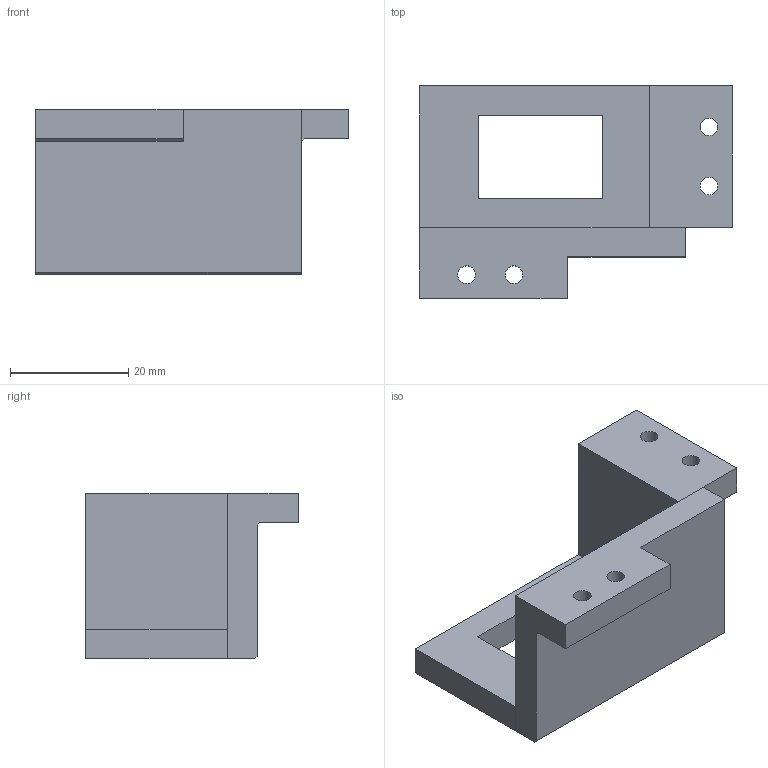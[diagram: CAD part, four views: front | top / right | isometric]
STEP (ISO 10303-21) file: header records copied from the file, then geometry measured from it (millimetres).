
FILE_DESCRIPTION(/* description */ (''),/* implementation_level */ '2;1');
FILE_NAME(/* name */ 'mount motor v5.step',/* time_stamp */ '2023-12-19T02:39:20-05:00',/* author */ (''),/* organization */ (''),/* preprocessor_version */ 'ST-DEVELOPER v20',/* originating_system */ 'Autodesk Translation Framework v12.14.0.127',/* authorisation */ '');
FILE_SCHEMA (('AUTOMOTIVE_DESIGN { 1 0 10303 214 3 1 1 }'));
Length unit declared in the file: millimetre
Products named in the file (1): mount motor
Bounding box: 53 x 36 x 28 mm (x, y, z)
Volume: 15236.2 mm3; surface area: 8230.6 mm2
Topology: 2 solids, 2 shells, 34 faces, 86 edges, 56 vertices
Faces by surface type: plane 26, cone 4, cylinder 4
Full cylindrical faces by diameter (mm): 3 x4
Entity records: 1062 total; most frequent: CARTESIAN_POINT 177, ORIENTED_EDGE 172, DIRECTION 168, EDGE_CURVE 86, LINE 74, VECTOR 74, VERTEX_POINT 56, AXIS2_PLACEMENT_3D 47
